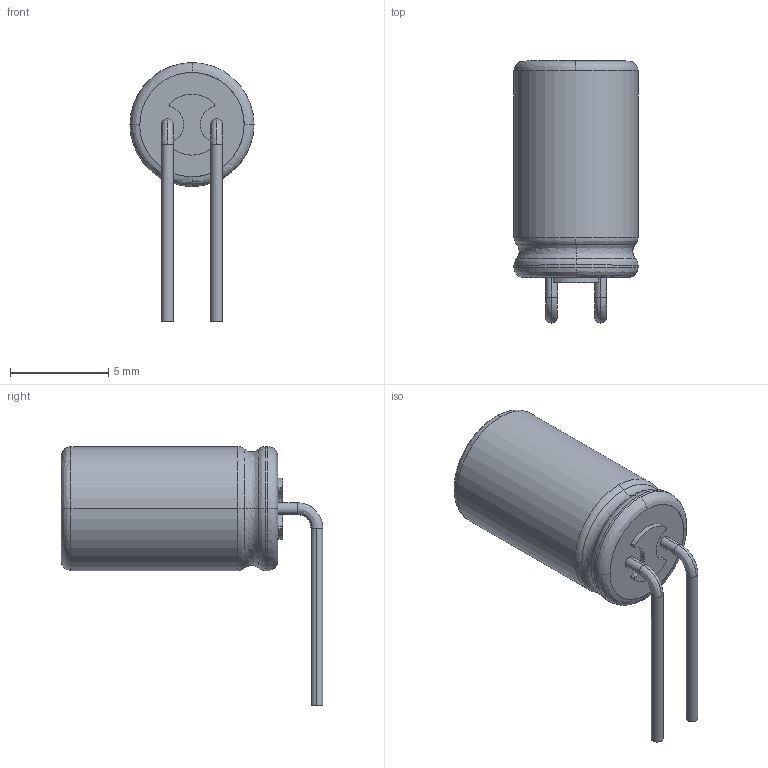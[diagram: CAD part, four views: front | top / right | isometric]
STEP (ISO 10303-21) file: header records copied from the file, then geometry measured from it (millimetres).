
FILE_DESCRIPTION (( 'STEP AP214' ), '1' );
FILE_NAME ('User Library-cap_electro 6_3x11x6_5mm_RA.STEP', '2020-10-07T16:31:33', ( '' ), ( '' ), 'SwSTEP 2.0', 'SolidWorks 2020', '' );
FILE_SCHEMA (( 'AUTOMOTIVE_DESIGN' ));
Length unit declared in the file: millimetre
Products named in the file (1): User Library-cap_electro 6_3x11x6_5mm_RA
Bounding box: 6.3 x 13.3 x 13.15 mm (x, y, z)
Surface area: 433.6 mm2 (no closed solid volume)
Topology: 0 solids, 2 shells, 77 faces, 186 edges, 116 vertices
Faces by surface type: cylinder 52, bspline 19, plane 6
Entity records: 2816 total; most frequent: CARTESIAN_POINT 749, DIRECTION 368, ORIENTED_EDGE 356, EDGE_CURVE 186, AXIS2_PLACEMENT_3D 151, VERTEX_POINT 116, CIRCLE 92, EDGE_LOOP 81
